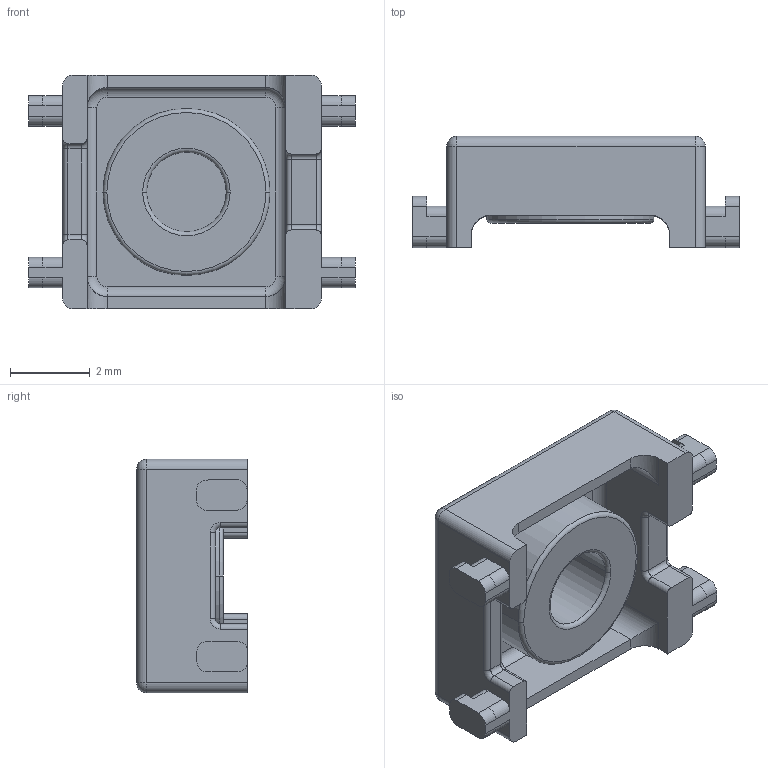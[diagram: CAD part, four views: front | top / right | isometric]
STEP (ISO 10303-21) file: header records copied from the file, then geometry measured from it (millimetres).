
FILE_DESCRIPTION (( 'STEP AP214' ), '1' );
FILE_NAME ('TOR_0973.STEP', '2019-02-01T15:22:30', ( '' ), ( '' ), 'SwSTEP 2.0', 'SolidWorks 2017', '' );
FILE_SCHEMA (( 'AUTOMOTIVE_DESIGN' ));
Length unit declared in the file: millimetre
Products named in the file (3): 150-2394_6A; 250-0973_6A; TOR_0973
Assembly tree (2 placements, depth 2):
  TOR_0973
    250-0973_6A
    150-2394_6A
Bounding box: 8.22 x 2.79 x 5.87 mm (x, y, z)
Volume: 60.2 mm3; surface area: 234.2 mm2
Topology: 2 solids, 2 shells, 150 faces, 387 edges, 239 vertices
Faces by surface type: cylinder 76, plane 50, torus 20, sphere 4
Entity records: 4652 total; most frequent: DIRECTION 852, CARTESIAN_POINT 789, ORIENTED_EDGE 766, EDGE_CURVE 383, AXIS2_PLACEMENT_3D 318, VERTEX_POINT 239, LINE 216, VECTOR 216
